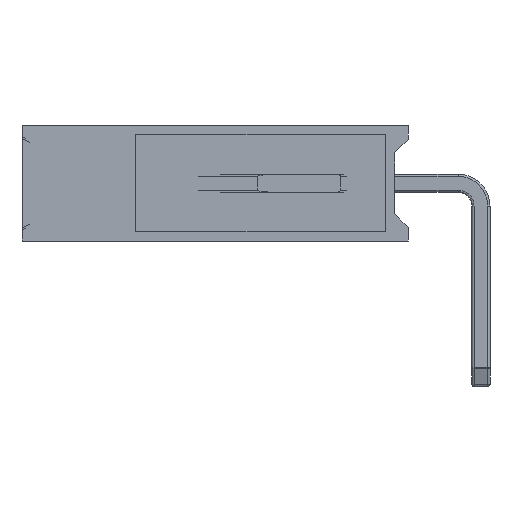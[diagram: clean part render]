
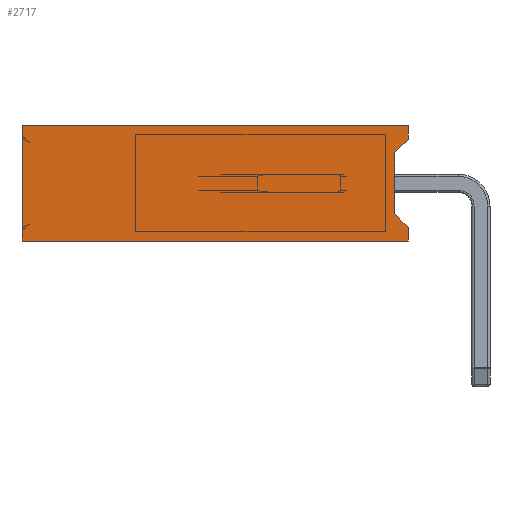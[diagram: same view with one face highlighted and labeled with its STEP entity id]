
A CAD part, left-side view. The second image highlights one B-rep face of the part: STEP entity #2717.
In plain terms, the highlighted planar face has unit normal (-1, 0, 0).
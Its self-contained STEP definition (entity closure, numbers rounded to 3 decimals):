
#210=PLANE('',#2955);
#285=FACE_OUTER_BOUND('',#448,.T.);
#448=EDGE_LOOP('',(#1817,#1818,#1819,#1820,#1821,#1822,#1823,#1824));
#615=LINE('',#4278,#813);
#619=LINE('',#4286,#817);
#625=LINE('',#4301,#823);
#636=LINE('',#4321,#834);
#637=LINE('',#4324,#835);
#640=LINE('',#4330,#838);
#641=LINE('',#4332,#839);
#642=LINE('',#4333,#840);
#813=VECTOR('',#3364,10.);
#817=VECTOR('',#3370,10.);
#823=VECTOR('',#3382,10.);
#834=VECTOR('',#3399,10.);
#835=VECTOR('',#3402,10.);
#838=VECTOR('',#3407,10.);
#839=VECTOR('',#3408,10.);
#840=VECTOR('',#3409,10.);
#1167=VERTEX_POINT('',#4276);
#1168=VERTEX_POINT('',#4277);
#1171=VERTEX_POINT('',#4285);
#1177=VERTEX_POINT('',#4300);
#1183=VERTEX_POINT('',#4319);
#1184=VERTEX_POINT('',#4323);
#1186=VERTEX_POINT('',#4329);
#1187=VERTEX_POINT('',#4331);
#1391=EDGE_CURVE('',#1167,#1168,#615,.T.);
#1395=EDGE_CURVE('',#1171,#1168,#619,.T.);
#1403=EDGE_CURVE('',#1171,#1177,#625,.T.);
#1414=EDGE_CURVE('',#1167,#1183,#636,.T.);
#1415=EDGE_CURVE('',#1184,#1177,#637,.T.);
#1418=EDGE_CURVE('',#1183,#1186,#640,.T.);
#1419=EDGE_CURVE('',#1187,#1186,#641,.T.);
#1420=EDGE_CURVE('',#1184,#1187,#642,.T.);
#1817=ORIENTED_EDGE('',*,*,#1395,.T.);
#1818=ORIENTED_EDGE('',*,*,#1391,.F.);
#1819=ORIENTED_EDGE('',*,*,#1414,.T.);
#1820=ORIENTED_EDGE('',*,*,#1418,.T.);
#1821=ORIENTED_EDGE('',*,*,#1419,.F.);
#1822=ORIENTED_EDGE('',*,*,#1420,.F.);
#1823=ORIENTED_EDGE('',*,*,#1415,.T.);
#1824=ORIENTED_EDGE('',*,*,#1403,.F.);
#2717=ADVANCED_FACE('',(#285),#210,.T.);
#2955=AXIS2_PLACEMENT_3D('',#4328,#3405,#3406);
#3364=DIRECTION('',(0.,0.707,-0.707));
#3370=DIRECTION('',(0.,0.,1.));
#3382=DIRECTION('',(0.,-0.707,-0.707));
#3399=DIRECTION('',(0.,0.,1.));
#3402=DIRECTION('',(0.,0.,1.));
#3405=DIRECTION('center_axis',(-1.,0.,0.));
#3406=DIRECTION('ref_axis',(0.,0.,
1.));
#3407=DIRECTION('',(0.,1.,0.));
#3408=DIRECTION('',(0.,0.,1.));
#3409=DIRECTION('',(0.,1.,0.));
#4276=CARTESIAN_POINT('',(-1.27,1.6,2.24));
#4277=CARTESIAN_POINT('',(-1.27,1.9,1.94));
#4278=CARTESIAN_POINT('',(-1.27,2.235,1.605));
#4285=CARTESIAN_POINT('',(-1.27,1.9,0.6));
#4286=CARTESIAN_POINT('',(-1.27,1.9,0.635));
#4300=CARTESIAN_POINT('',(-1.27,1.6,0.3));
#4301=CARTESIAN_POINT('',(-1.27,1.6,0.3));
#4319=CARTESIAN_POINT('',(-1.27,1.6,2.54));
#4321=CARTESIAN_POINT('',(-1.27,1.6,0.));
#4323=CARTESIAN_POINT('',(-1.27,1.6,0.));
#4324=CARTESIAN_POINT('',(-1.27,1.6,0.));
#4328=CARTESIAN_POINT('Origin',(-1.27,1.6,0.));
#4329=CARTESIAN_POINT('',(-1.27,10.1,2.54));
#4330=CARTESIAN_POINT('',(-1.27,1.6,2.54));
#4331=CARTESIAN_POINT('',(-1.27,10.1,0.));
#4332=CARTESIAN_POINT('',(-1.27,10.1,0.));
#4333=CARTESIAN_POINT('',(-1.27,1.6,0.));
